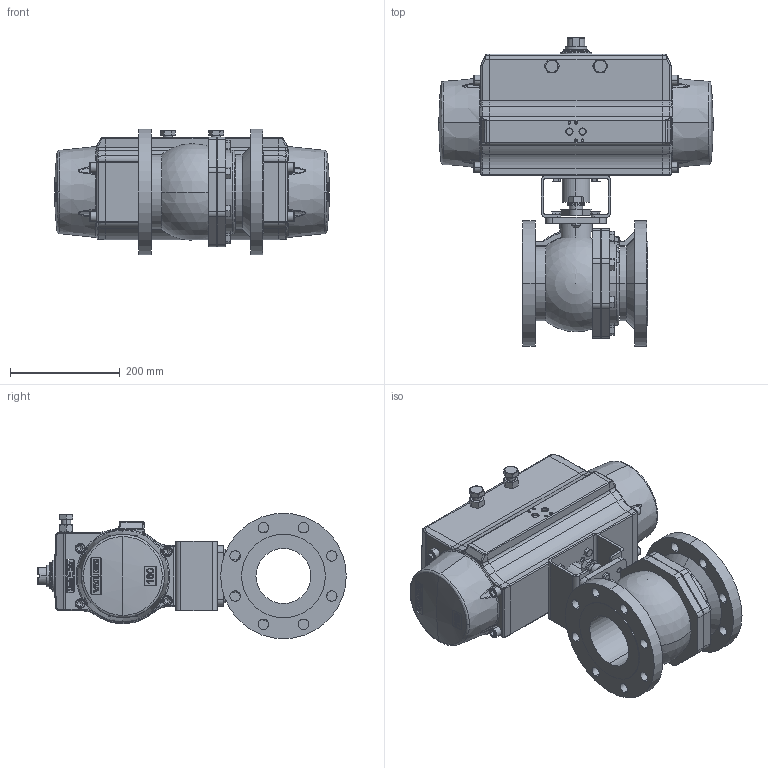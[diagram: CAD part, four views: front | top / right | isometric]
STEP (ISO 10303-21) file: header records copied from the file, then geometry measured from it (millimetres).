
FILE_DESCRIPTION (( 'STEP AP203' ), '1' );
FILE_NAME ('5801F-400_UT-5.STEP', '2017-11-28T20:14:33', ( '' ), ( '' ), 'SwSTEP 2.0', 'SolidWorks 2014', '' );
FILE_SCHEMA (( 'CONFIG_CONTROL_DESIGN' ));
Products named in the file (1): 5801F-400_UT-5
Bounding box: 500 x 561.64 x 228.6 mm (x, y, z)
Surface area: 900746.2 mm2 (no closed solid volume)
Topology: 0 solids, 41 shells, 1205 faces, 4222 edges, 2928 vertices
Faces by surface type: plane 433, cylinder 278, bspline 275, cone 164, sphere 42, torus 13
Entity records: 76812 total; most frequent: CARTESIAN_POINT 44688, ORIENTED_EDGE 6624, DIRECTION 5580, EDGE_CURVE 4177, VERTEX_POINT 2926, AXIS2_PLACEMENT_3D 1968, VECTOR 1644, LINE 1644
